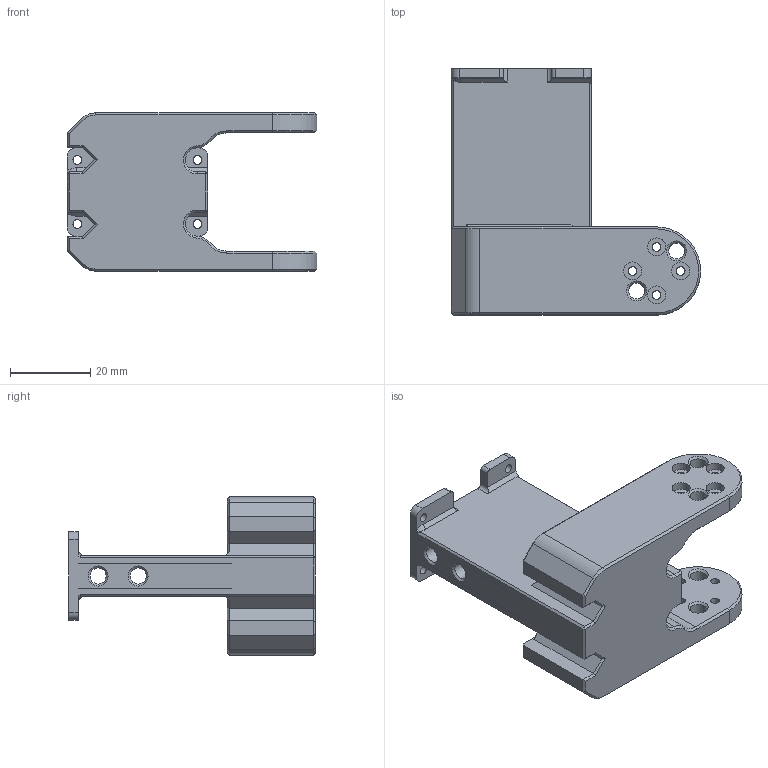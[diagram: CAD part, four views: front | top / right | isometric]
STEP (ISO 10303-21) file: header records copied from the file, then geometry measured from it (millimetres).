
FILE_DESCRIPTION(/* description */ (''),/* implementation_level */ '2;1');
FILE_NAME(/* name */ 'l4 rev.step',/* time_stamp */ '2025-08-21T23:30:47+02:00',/* author */ (''),/* organization */ (''),/* preprocessor_version */ 'ST-DEVELOPER v20.1',/* originating_system */ 'Autodesk Translation Framework v14.10.0.0',/* authorisation */ '');
FILE_SCHEMA (('AUTOMOTIVE_DESIGN { 1 0 10303 214 3 1 1 }'));
Length unit declared in the file: millimetre
Products named in the file (1): L4 revised
Bounding box: 62.25 x 61.5 x 39.5 mm (x, y, z)
Volume: 45661.2 mm3; surface area: 14192.3 mm2
Topology: 1 solids, 1 shells, 176 faces, 439 edges, 275 vertices
Faces by surface type: plane 92, cylinder 51, cone 31, bspline 2
Full cylindrical faces by diameter (mm): 2.2 x12, 4 x6, 4.5 x8
Entity records: 5386 total; most frequent: CARTESIAN_POINT 1062, DIRECTION 889, ORIENTED_EDGE 878, EDGE_CURVE 439, AXIS2_PLACEMENT_3D 305, LINE 279, VECTOR 279, VERTEX_POINT 275
